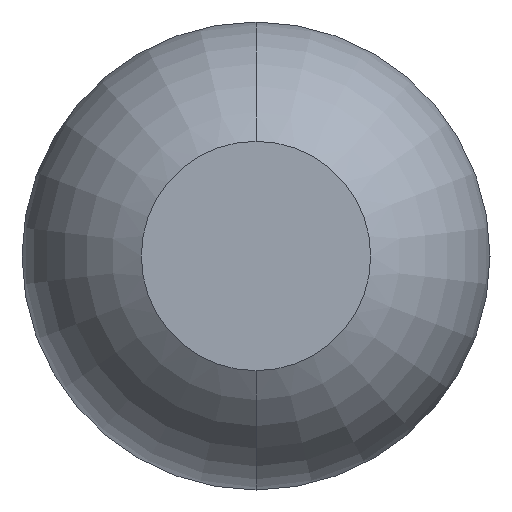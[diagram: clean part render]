
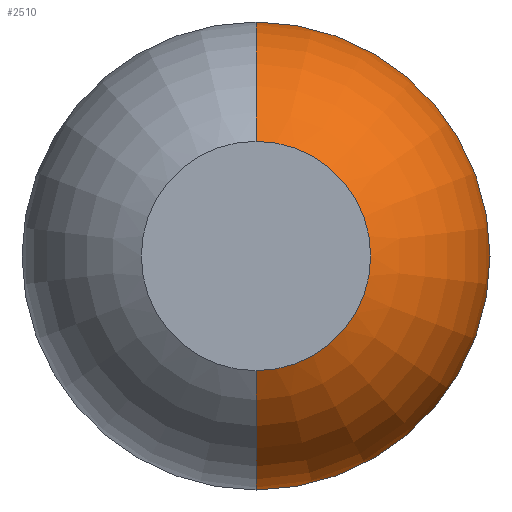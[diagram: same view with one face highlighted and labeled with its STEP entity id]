
A CAD part, front view. The second image highlights one B-rep face of the part: STEP entity #2510.
In plain terms, the highlighted toroidal (fillet/blend) face has major radius 0.01 mm and minor radius 0.5 mm.
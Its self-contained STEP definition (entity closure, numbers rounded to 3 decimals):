
#37 = VERTEX_POINT ( 'NONE', #4106 ) ;
#151 = ORIENTED_EDGE ( 'NONE', *, *, #3654, .T. ) ;
#237 = CIRCLE ( 'NONE', #3350, 0.51 ) ;
#291 = CARTESIAN_POINT ( 'NONE',  ( 0., -24.961, 0. ) ) ;
#316 = DIRECTION ( 'NONE',  ( 0., 0., 1. ) ) ;
#729 = ORIENTED_EDGE ( 'NONE', *, *, #3092, .T. ) ;
#738 = AXIS2_PLACEMENT_3D ( 'NONE', #1901, #3659, #1514 ) ;
#928 = FACE_OUTER_BOUND ( 'NONE', #2045, .T. ) ;
#953 = DIRECTION ( 'NONE',  ( 0., 0., 1. ) ) ;
#1442 = VERTEX_POINT ( 'NONE', #4035 ) ;
#1514 = DIRECTION ( 'NONE',  ( 0., 0., -1. ) ) ;
#1569 = CARTESIAN_POINT ( 'NONE',  ( 0., -25.4, 0.25 ) ) ;
#1586 = CIRCLE ( 'NONE', #3475, 0.25 ) ;
#1663 = CARTESIAN_POINT ( 'NONE',  ( 0., -25.4, 0. ) ) ;
#1676 = EDGE_CURVE ( 'NONE', #3416, #37, #4378, .T. ) ;
#1901 = CARTESIAN_POINT ( 'NONE',  ( 0., -24.961, 0.01 ) ) ;
#2009 = VERTEX_POINT ( 'NONE', #1569 ) ;
#2038 = DIRECTION ( 'NONE',  ( 0., 0., -1. ) ) ;
#2045 = EDGE_LOOP ( 'NONE', ( #2279, #729, #151, #3384 ) ) ;
#2171 = CARTESIAN_POINT ( 'NONE',  ( 0., -24.961, -0.51 ) ) ;
#2279 = ORIENTED_EDGE ( 'NONE', *, *, #2770, .T. ) ;
#2285 = CARTESIAN_POINT ( 'NONE',  ( 0., -24.961, 0. ) ) ;
#2323 = DIRECTION ( 'NONE',  ( 0., 1., 0. ) ) ;
#2394 = DIRECTION ( 'NONE',  ( -1., 0., 0. ) ) ;
#2510 = ADVANCED_FACE ( 'Defeature ausgef�hrt1_0', ( #928 ), #4318, .T. ) ;
#2651 = DIRECTION ( 'NONE',  ( 0., 0., -1. ) ) ;
#2706 = AXIS2_PLACEMENT_3D ( 'NONE', #2285, #4384, #2651 ) ;
#2770 = EDGE_CURVE ( 'Defeature ausgef�hrt1_0+Defeature ausgef�hrt1_37+Defeature ausgef�hrt1_37+Defeature ausgef�hrt1_37', #3416, #1442, #237, .T. ) ;
#3092 = EDGE_CURVE ( 'NONE', #1442, #2009, #3603, .T. ) ;
#3350 = AXIS2_PLACEMENT_3D ( 'NONE', #291, #3773, #2038 ) ;
#3384 = ORIENTED_EDGE ( 'NONE', *, *, #1676, .F. ) ;
#3416 = VERTEX_POINT ( 'NONE', #2171 ) ;
#3455 = CARTESIAN_POINT ( 'NONE',  ( 0., -24.961, -0.01 ) ) ;
#3475 = AXIS2_PLACEMENT_3D ( 'NONE', #1663, #2323, #953 ) ;
#3523 = AXIS2_PLACEMENT_3D ( 'NONE', #3455, #2394, #316 ) ;
#3603 = CIRCLE ( 'NONE', #738, 0.5 ) ;
#3654 = EDGE_CURVE ( 'Defeature ausgef�hrt1_0+Defeature ausgef�hrt1_38+Defeature ausgef�hrt1_38+Defeature ausgef�hrt1_38', #2009, #37, #1586, .T. ) ;
#3659 = DIRECTION ( 'NONE',  ( 1., 0., 0. ) ) ;
#3773 = DIRECTION ( 'NONE',  ( 0., -1., 0. ) ) ;
#4035 = CARTESIAN_POINT ( 'NONE',  ( 0., -24.961, 0.51 ) ) ;
#4106 = CARTESIAN_POINT ( 'NONE',  ( 0., -25.4, -0.25 ) ) ;
#4318 = TOROIDAL_SURFACE ( 'NONE', #2706, 0.01, 0.5 ) ;
#4378 = CIRCLE ( 'NONE', #3523, 0.5 ) ;
#4384 = DIRECTION ( 'NONE',  ( 0., -1., 0. ) ) ;
